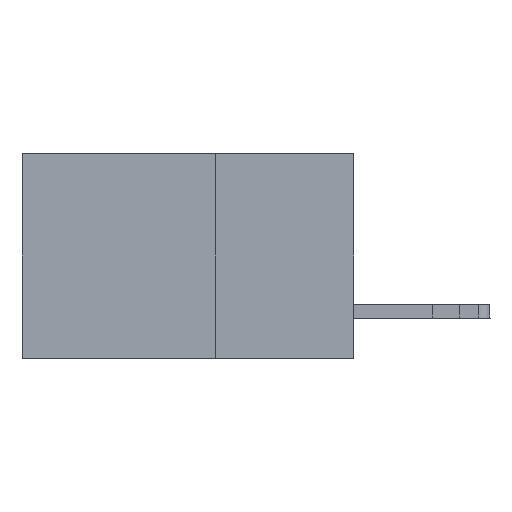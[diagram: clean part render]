
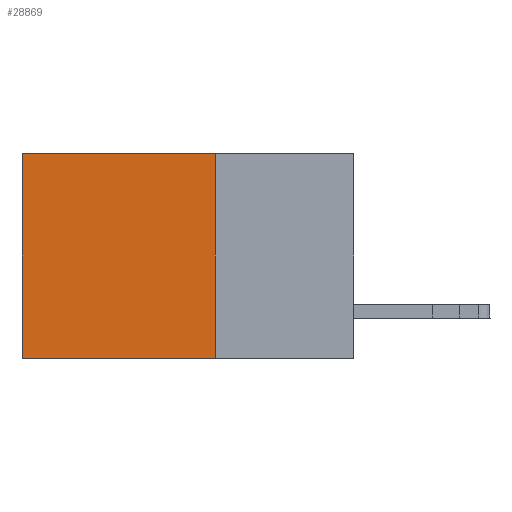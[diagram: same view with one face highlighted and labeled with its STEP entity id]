
A CAD part, left-side view. The second image highlights one B-rep face of the part: STEP entity #28869.
In plain terms, the highlighted planar face has unit normal (-1, 0, 0).
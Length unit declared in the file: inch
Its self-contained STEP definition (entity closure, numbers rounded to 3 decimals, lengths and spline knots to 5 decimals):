
#1064 = AXIS2_PLACEMENT_3D ( 'NONE', #39232, #5382, #14575 ) ;
#2148 = CARTESIAN_POINT ( 'NONE',  ( 0.2875, 0.6, 0. ) ) ;
#2573 = DIRECTION ( 'NONE',  ( 0., 0., -1. ) ) ;
#3680 = VERTEX_POINT ( 'NONE', #7819 ) ;
#4209 = ORIENTED_EDGE ( 'NONE', *, *, #11265, .F. ) ;
#4811 = DIRECTION ( 'NONE',  ( 0., 1., 0. ) ) ;
#5382 = DIRECTION ( 'NONE',  ( 1., 0., 0. ) ) ;
#6340 = EDGE_CURVE ( 'NONE', #25472, #36525, #37604, .T. ) ;
#7054 = LINE ( 'NONE', #19807, #15369 ) ;
#7819 = CARTESIAN_POINT ( 'NONE',  ( 0.2875, 0.25, 0. ) ) ;
#9663 = LINE ( 'NONE', #27230, #16964 ) ;
#10752 = ORIENTED_EDGE ( 'NONE', *, *, #6340, .T. ) ;
#11265 = EDGE_CURVE ( 'NONE', #28378, #36525, #19222, .T. ) ;
#11671 = EDGE_CURVE ( 'NONE', #3680, #28378, #9663, .T. ) ;
#12229 = DIRECTION ( 'NONE',  ( 0., 1., 0. ) ) ;
#12433 = ORIENTED_EDGE ( 'NONE', *, *, #11671, .F. ) ;
#13911 = ORIENTED_EDGE ( 'NONE', *, *, #28808, .T. ) ;
#14115 = CARTESIAN_POINT ( 'NONE',  ( 0.2875, 0.6, 0. ) ) ;
#14387 = FACE_OUTER_BOUND ( 'NONE', #22615, .T. ) ;
#14575 = DIRECTION ( 'NONE',  ( 0., 0., -1. ) ) ;
#15369 = VECTOR ( 'NONE', #4811, 39.37008 ) ;
#16964 = VECTOR ( 'NONE', #2573, 39.37008 ) ;
#17489 = CARTESIAN_POINT ( 'NONE',  ( 0.2875, 0.25, -0.37 ) ) ;
#18153 = CARTESIAN_POINT ( 'NONE',  ( 0.2875, 0.25, -0.37 ) ) ;
#19222 = LINE ( 'NONE', #18153, #40132 ) ;
#19807 = CARTESIAN_POINT ( 'NONE',  ( 0.2875, 0.25, 0. ) ) ;
#20826 = DIRECTION ( 'NONE',  ( 0., 0., -1. ) ) ;
#22615 = EDGE_LOOP ( 'NONE', ( #10752, #4209, #12433, #13911 ) ) ;
#24181 = PLANE ( 'NONE',  #1064 ) ;
#25472 = VERTEX_POINT ( 'NONE', #14115 ) ;
#27230 = CARTESIAN_POINT ( 'NONE',  ( 0.2875, 0.25, 0. ) ) ;
#28378 = VERTEX_POINT ( 'NONE', #17489 ) ;
#28808 = EDGE_CURVE ( 'NONE', #3680, #25472, #7054, .T. ) ;
#28869 = ADVANCED_FACE ( 'NONE', ( #14387 ), #24181, .F. ) ;
#29389 = VECTOR ( 'NONE', #20826, 39.37008 ) ;
#36138 = CARTESIAN_POINT ( 'NONE',  ( 0.2875, 0.6, -0.37 ) ) ;
#36525 = VERTEX_POINT ( 'NONE', #36138 ) ;
#37604 = LINE ( 'NONE', #2148, #29389 ) ;
#39232 = CARTESIAN_POINT ( 'NONE',  ( 0.2875, 0.25, 0. ) ) ;
#40132 = VECTOR ( 'NONE', #12229, 39.37008 ) ;
